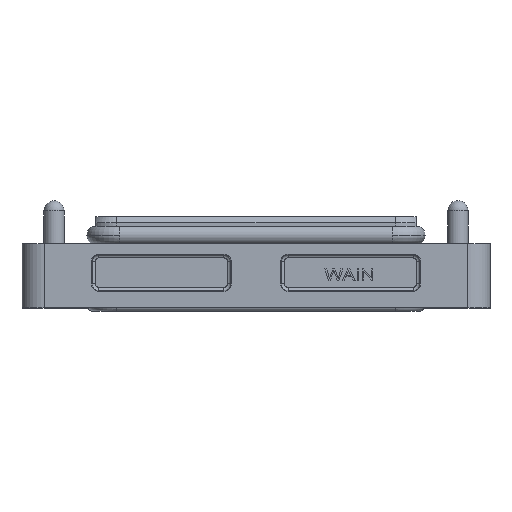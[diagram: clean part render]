
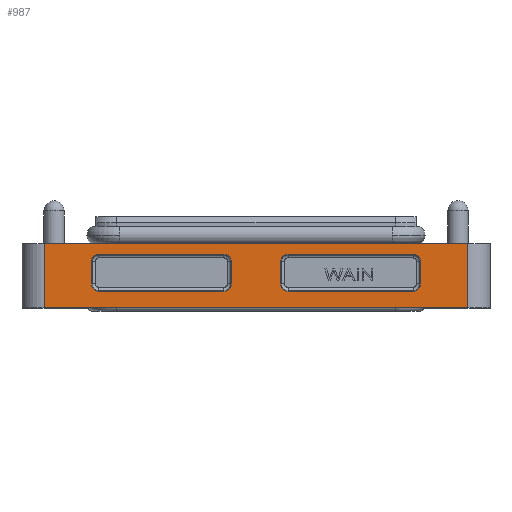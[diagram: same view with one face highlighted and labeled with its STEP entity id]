
A CAD part, top view. The second image highlights one B-rep face of the part: STEP entity #987.
In plain terms, the highlighted planar face has unit normal (0, 0, 1).
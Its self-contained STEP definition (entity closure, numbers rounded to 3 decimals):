
#451=CIRCLE('',#10417,2.315);
#452=CIRCLE('',#10418,2.315);
#453=CIRCLE('',#10419,2.315);
#454=CIRCLE('',#10420,2.315);
#455=CIRCLE('',#10421,2.315);
#456=CIRCLE('',#10422,2.315);
#457=CIRCLE('',#10423,2.315);
#458=CIRCLE('',#10424,2.315);
#598=FACE_BOUND('',#2333,.T.);
#599=FACE_BOUND('',#2334,.T.);
#600=FACE_BOUND('',#2335,.T.);
#987=ADVANCED_FACE('NONE',(#598,#599,#600),#1482,.T.);
#1482=PLANE('',#10425);
#2333=EDGE_LOOP('',(#5155,#5156,#5157,#5158));
#2334=EDGE_LOOP('',(#5159,#5160,#5161,#5162,#5163,#5164,#5165,#5166));
#2335=EDGE_LOOP('',(#5167,#5168,#5169,#5170,#5171,#5172,#5173,#5174));
#2922=LINE('',#14889,#3673);
#2991=LINE('',#15107,#3742);
#2992=LINE('',#15111,#3743);
#2993=LINE('',#15113,#3744);
#2994=LINE('',#15117,#3745);
#2995=LINE('',#15121,#3746);
#2996=LINE('',#15125,#3747);
#2997=LINE('',#15129,#3748);
#2998=LINE('',#15130,#3749);
#2999=LINE('',#15135,#3750);
#3000=LINE('',#15139,#3751);
#3001=LINE('',#15143,#3752);
#3673=VECTOR('',#11574,1.);
#3742=VECTOR('',#11733,1.);
#3743=VECTOR('',#11738,1.);
#3744=VECTOR('',#11739,1.);
#3745=VECTOR('',#11742,1.);
#3746=VECTOR('',#11745,1.);
#3747=VECTOR('',#11748,1.);
#3748=VECTOR('',#11751,1.);
#3749=VECTOR('',#11752,1.);
#3750=VECTOR('',#11755,1.);
#3751=VECTOR('',#11758,1.);
#3752=VECTOR('',#11761,1.);
#5155=ORIENTED_EDGE('',*,*,#8630,.F.);
#5156=ORIENTED_EDGE('',*,*,#8725,.T.);
#5157=ORIENTED_EDGE('',*,*,#8726,.T.);
#5158=ORIENTED_EDGE('',*,*,#8723,.F.);
#5159=ORIENTED_EDGE('',*,*,#8727,.T.);
#5160=ORIENTED_EDGE('',*,*,#8728,.T.);
#5161=ORIENTED_EDGE('',*,*,#8729,.T.);
#5162=ORIENTED_EDGE('',*,*,#8730,.T.);
#5163=ORIENTED_EDGE('',*,*,#8731,.T.);
#5164=ORIENTED_EDGE('',*,*,#8732,.T.);
#5165=ORIENTED_EDGE('',*,*,#8733,.T.);
#5166=ORIENTED_EDGE('',*,*,#8734,.T.);
#5167=ORIENTED_EDGE('',*,*,#8735,.T.);
#5168=ORIENTED_EDGE('',*,*,#8736,.T.);
#5169=ORIENTED_EDGE('',*,*,#8737,.T.);
#5170=ORIENTED_EDGE('',*,*,#8738,.T.);
#5171=ORIENTED_EDGE('',*,*,#8739,.T.);
#5172=ORIENTED_EDGE('',*,*,#8740,.T.);
#5173=ORIENTED_EDGE('',*,*,#8741,.T.);
#5174=ORIENTED_EDGE('',*,*,#8742,.T.);
#7519=VERTEX_POINT('',#14888);
#7520=VERTEX_POINT('',#14890);
#7588=VERTEX_POINT('',#15108);
#7589=VERTEX_POINT('',#15112);
#7590=VERTEX_POINT('',#15115);
#7591=VERTEX_POINT('',#15116);
#7592=VERTEX_POINT('',#15118);
#7593=VERTEX_POINT('',#15120);
#7594=VERTEX_POINT('',#15122);
#7595=VERTEX_POINT('',#15124);
#7596=VERTEX_POINT('',#15126);
#7597=VERTEX_POINT('',#15128);
#7598=VERTEX_POINT('',#15131);
#7599=VERTEX_POINT('',#15132);
#7600=VERTEX_POINT('',#15134);
#7601=VERTEX_POINT('',#15136);
#7602=VERTEX_POINT('',#15138);
#7603=VERTEX_POINT('',#15140);
#7604=VERTEX_POINT('',#15142);
#7605=VERTEX_POINT('',#15144);
#8630=EDGE_CURVE('NONE',#7519,#7520,#2922,.T.);
#8723=EDGE_CURVE('NONE',#7520,#7588,#2991,.T.);
#8725=EDGE_CURVE('NONE',#7519,#7589,#2992,.T.);
#8726=EDGE_CURVE('NONE',#7589,#7588,#2993,.T.);
#8727=EDGE_CURVE('NONE',#7590,#7591,#451,.T.);
#8728=EDGE_CURVE('NONE',#7591,#7592,#2994,.T.);
#8729=EDGE_CURVE('NONE',#7592,#7593,#452,.T.);
#8730=EDGE_CURVE('NONE',#7593,#7594,#2995,.T.);
#8731=EDGE_CURVE('NONE',#7594,#7595,#453,.T.);
#8732=EDGE_CURVE('NONE',#7595,#7596,#2996,.T.);
#8733=EDGE_CURVE('NONE',#7596,#7597,#454,.T.);
#8734=EDGE_CURVE('NONE',#7597,#7590,#2997,.T.);
#8735=EDGE_CURVE('NONE',#7598,#7599,#2998,.T.);
#8736=EDGE_CURVE('NONE',#7599,#7600,#455,.T.);
#8737=EDGE_CURVE('NONE',#7600,#7601,#2999,.T.);
#8738=EDGE_CURVE('NONE',#7601,#7602,#456,.T.);
#8739=EDGE_CURVE('NONE',#7602,#7603,#3000,.T.);
#8740=EDGE_CURVE('NONE',#7603,#7604,#457,.T.);
#8741=EDGE_CURVE('NONE',#7604,#7605,#3001,.T.);
#8742=EDGE_CURVE('NONE',#7605,#7598,#458,.T.);
#10417=AXIS2_PLACEMENT_3D('',#15114,#11740,#11741);
#10418=AXIS2_PLACEMENT_3D('',#15119,#11743,#11744);
#10419=AXIS2_PLACEMENT_3D('',#15123,#11746,#11747);
#10420=AXIS2_PLACEMENT_3D('',#15127,#11749,#11750);
#10421=AXIS2_PLACEMENT_3D('',#15133,#11753,#11754);
#10422=AXIS2_PLACEMENT_3D('',#15137,#11756,#11757);
#10423=AXIS2_PLACEMENT_3D('',#15141,#11759,#11760);
#10424=AXIS2_PLACEMENT_3D('',#15145,#11762,#11763);
#10425=AXIS2_PLACEMENT_3D('',#15146,#11764,#11765);
#11574=DIRECTION('',(1.,0.,0.));
#11733=DIRECTION('',(0.,-1.,0.));
#11738=DIRECTION('',(0.,-1.,0.));
#11739=DIRECTION('',(1.,0.,0.));
#11740=DIRECTION('',(0.,0.,-1.));
#11741=DIRECTION('',(1.,0.,0.));
#11742=DIRECTION('',(1.,0.,0.));
#11743=DIRECTION('',(0.,0.,-1.));
#11744=DIRECTION('',(1.,0.,0.));
#11745=DIRECTION('',(0.,-1.,0.));
#11746=DIRECTION('',(0.,0.,-1.));
#11747=DIRECTION('',(1.,0.,0.));
#11748=DIRECTION('',(-1.,0.,0.));
#11749=DIRECTION('',(0.,0.,-1.));
#11750=DIRECTION('',(1.,0.,0.));
#11751=DIRECTION('',(0.,1.,0.));
#11752=DIRECTION('',(0.,1.,0.));
#11753=DIRECTION('',(0.,0.,-1.));
#11754=DIRECTION('',(1.,0.,0.));
#11755=DIRECTION('',(1.,0.,0.));
#11756=DIRECTION('',(0.,0.,-1.));
#11757=DIRECTION('',(1.,0.,0.));
#11758=DIRECTION('',(0.,-1.,0.));
#11759=DIRECTION('',(0.,0.,-1.));
#11760=DIRECTION('',(1.,0.,0.));
#11761=DIRECTION('',(-1.,0.,0.));
#11762=DIRECTION('',(0.,0.,-1.));
#11763=DIRECTION('',(1.,0.,0.));
#11764=DIRECTION('',(0.,0.,1.));
#11765=DIRECTION('',(1.,0.,0.));
#14888=CARTESIAN_POINT('',(-66.,100.,29.));
#14889=CARTESIAN_POINT('',(0.,100.,29.));
#14890=CARTESIAN_POINT('',(66.,100.,29.));
#15107=CARTESIAN_POINT('',(66.,42.326,29.));
#15108=CARTESIAN_POINT('',(66.,80.,29.));
#15111=CARTESIAN_POINT('',(-66.,80.,29.));
#15112=CARTESIAN_POINT('',(-66.,80.,29.));
#15113=CARTESIAN_POINT('',(-54.6,80.,29.));
#15114=CARTESIAN_POINT('',(-49.,94.5,29.));
#15115=CARTESIAN_POINT('',(-51.315,94.5,29.));
#15116=CARTESIAN_POINT('',(-49.,96.815,29.));
#15117=CARTESIAN_POINT('',(-54.6,96.815,29.));
#15118=CARTESIAN_POINT('',(-10.,96.815,29.));
#15119=CARTESIAN_POINT('',(-10.,94.5,29.));
#15120=CARTESIAN_POINT('',(-7.685,94.5,29.));
#15121=CARTESIAN_POINT('',(-7.685,80.,29.));
#15122=CARTESIAN_POINT('',(-7.685,87.5,29.));
#15123=CARTESIAN_POINT('',(-10.,87.5,29.));
#15124=CARTESIAN_POINT('',(-10.,85.185,29.));
#15125=CARTESIAN_POINT('',(-54.6,85.185,29.));
#15126=CARTESIAN_POINT('',(-49.,85.185,29.));
#15127=CARTESIAN_POINT('',(-49.,87.5,29.));
#15128=CARTESIAN_POINT('',(-51.315,87.5,29.));
#15129=CARTESIAN_POINT('',(-51.315,80.,29.));
#15130=CARTESIAN_POINT('',(7.685,80.,29.));
#15131=CARTESIAN_POINT('',(7.685,87.5,29.));
#15132=CARTESIAN_POINT('',(7.685,94.5,29.));
#15133=CARTESIAN_POINT('',(10.,94.5,29.));
#15134=CARTESIAN_POINT('',(10.,96.815,29.));
#15135=CARTESIAN_POINT('',(-54.6,96.815,29.));
#15136=CARTESIAN_POINT('',(49.,96.815,29.));
#15137=CARTESIAN_POINT('',(49.,94.5,29.));
#15138=CARTESIAN_POINT('',(51.315,94.5,29.));
#15139=CARTESIAN_POINT('',(51.315,80.,29.));
#15140=CARTESIAN_POINT('',(51.315,87.5,29.));
#15141=CARTESIAN_POINT('',(49.,87.5,29.));
#15142=CARTESIAN_POINT('',(49.,85.185,29.));
#15143=CARTESIAN_POINT('',(-54.6,85.185,29.));
#15144=CARTESIAN_POINT('',(10.,85.185,29.));
#15145=CARTESIAN_POINT('',(10.,87.5,29.));
#15146=CARTESIAN_POINT('',(-54.6,80.,29.));
